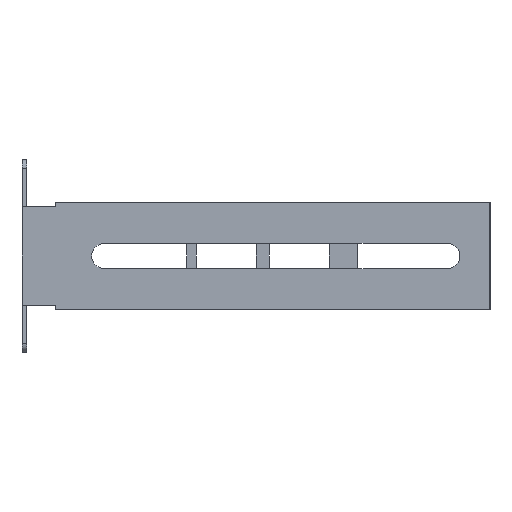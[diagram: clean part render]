
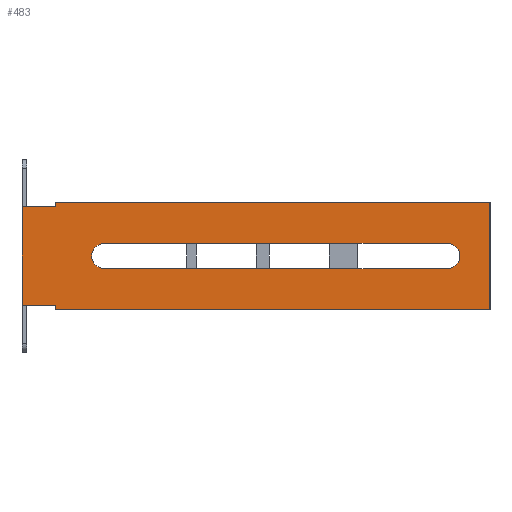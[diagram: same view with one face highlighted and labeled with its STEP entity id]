
A CAD part, left-side view. The second image highlights one B-rep face of the part: STEP entity #483.
In plain terms, the highlighted planar face has unit normal (-1, 0, 0).
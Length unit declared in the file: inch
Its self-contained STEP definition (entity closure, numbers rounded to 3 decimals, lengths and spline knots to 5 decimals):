
#6 = ORIENTED_EDGE ( 'NONE', *, *, #4165, .T. ) ;
#30 = CARTESIAN_POINT ( 'NONE',  ( -4.31994, 0., 0.15748 ) ) ;
#31 = EDGE_CURVE ( 'NONE', #272, #4205, #2900, .T. ) ;
#40 = ORIENTED_EDGE ( 'NONE', *, *, #3625, .T. ) ;
#102 = ORIENTED_EDGE ( 'NONE', *, *, #1326, .T. ) ;
#216 = ORIENTED_EDGE ( 'NONE', *, *, #1240, .F. ) ;
#262 = DIRECTION ( 'NONE',  ( 0., -1., 0. ) ) ;
#272 = VERTEX_POINT ( 'NONE', #3872 ) ;
#456 = VERTEX_POINT ( 'NONE', #906 ) ;
#473 = LINE ( 'NONE', #3292, #1760 ) ;
#483 = ADVANCED_FACE ( 'NONE', ( #2075, #3437 ), #3486, .T. ) ;
#497 = DIRECTION ( 'NONE',  ( 0., -1., 0. ) ) ;
#500 = CARTESIAN_POINT ( 'NONE',  ( -4.31994, 0., -0.66929 ) ) ;
#599 = EDGE_LOOP ( 'NONE', ( #1692, #102, #1629, #2468, #2775, #216, #3117, #806 ) ) ;
#667 = VECTOR ( 'NONE', #2526, 39.37008 ) ;
#702 = CARTESIAN_POINT ( 'NONE',  ( -4.31994, 0., 0.66929 ) ) ;
#747 = VERTEX_POINT ( 'NONE', #2608 ) ;
#765 = DIRECTION ( 'NONE',  ( 0., 1., 0. ) ) ;
#806 = ORIENTED_EDGE ( 'NONE', *, *, #1862, .T. ) ;
#906 = CARTESIAN_POINT ( 'NONE',  ( -4.31994, -0.35433, 0.61024 ) ) ;
#992 = VERTEX_POINT ( 'NONE', #1480 ) ;
#1002 = CARTESIAN_POINT ( 'NONE',  ( -4.31994, -5.74803, -0.61024 ) ) ;
#1114 = VERTEX_POINT ( 'NONE', #3179 ) ;
#1130 = EDGE_CURVE ( 'NONE', #2320, #1114, #3200, .T. ) ;
#1197 = ORIENTED_EDGE ( 'NONE', *, *, #3845, .T. ) ;
#1240 = EDGE_CURVE ( 'NONE', #747, #272, #4006, .T. ) ;
#1305 = VERTEX_POINT ( 'NONE', #3014 ) ;
#1307 = CIRCLE ( 'NONE', #2702, 0.15748 ) ;
#1326 = EDGE_CURVE ( 'NONE', #456, #4063, #1420, .T. ) ;
#1404 = CARTESIAN_POINT ( 'NONE',  ( -4.31994, -0.35433, 0. ) ) ;
#1420 = LINE ( 'NONE', #2079, #2584 ) ;
#1452 = EDGE_LOOP ( 'NONE', ( #1197, #6, #2323, #40 ) ) ;
#1480 = CARTESIAN_POINT ( 'NONE',  ( -4.31994, -5.21654, -0.15748 ) ) ;
#1629 = ORIENTED_EDGE ( 'NONE', *, *, #1996, .F. ) ;
#1692 = ORIENTED_EDGE ( 'NONE', *, *, #1951, .F. ) ;
#1714 = VERTEX_POINT ( 'NONE', #3409 ) ;
#1760 = VECTOR ( 'NONE', #497, 39.37008 ) ;
#1862 = EDGE_CURVE ( 'NONE', #1305, #4291, #3145, .T. ) ;
#1907 = CARTESIAN_POINT ( 'NONE',  ( -4.31994, -0.96457, 0. ) ) ;
#1951 = EDGE_CURVE ( 'NONE', #456, #4291, #4560, .T. ) ;
#1996 = EDGE_CURVE ( 'NONE', #2172, #4063, #3636, .T. ) ;
#2031 = CARTESIAN_POINT ( 'NONE',  ( -4.31994, -0.35433, 0.66929 ) ) ;
#2075 = FACE_BOUND ( 'NONE', #1452, .T. ) ;
#2079 = CARTESIAN_POINT ( 'NONE',  ( -4.31994, -0.00001, 0.61024 ) ) ;
#2129 = VECTOR ( 'NONE', #2360, 39.37008 ) ;
#2134 = AXIS2_PLACEMENT_3D ( 'NONE', #3462, #2714, #262 ) ;
#2172 = VERTEX_POINT ( 'NONE', #4443 ) ;
#2203 = VECTOR ( 'NONE', #3059, 39.37008 ) ;
#2301 = DIRECTION ( 'NONE',  ( 0., 1., 0. ) ) ;
#2320 = VERTEX_POINT ( 'NONE', #2397 ) ;
#2323 = ORIENTED_EDGE ( 'NONE', *, *, #1130, .T. ) ;
#2341 = AXIS2_PLACEMENT_3D ( 'NONE', #1907, #2664, #4051 ) ;
#2360 = DIRECTION ( 'NONE',  ( 0., 1., 0. ) ) ;
#2397 = CARTESIAN_POINT ( 'NONE',  ( -4.31994, -0.96457, 0.15748 ) ) ;
#2429 = DIRECTION ( 'NONE',  ( 0., 1., 0. ) ) ;
#2454 = LINE ( 'NONE', #1002, #2203 ) ;
#2468 = ORIENTED_EDGE ( 'NONE', *, *, #4154, .T. ) ;
#2526 = DIRECTION ( 'NONE',  ( 0., 0., 1. ) ) ;
#2584 = VECTOR ( 'NONE', #2301, 39.37008 ) ;
#2608 = CARTESIAN_POINT ( 'NONE',  ( -4.31994, -5.74803, -0.66929 ) ) ;
#2664 = DIRECTION ( 'NONE',  ( 1., 0., 0. ) ) ;
#2702 = AXIS2_PLACEMENT_3D ( 'NONE', #4549, #3532, #765 ) ;
#2714 = DIRECTION ( 'NONE',  ( -1., 0., 0. ) ) ;
#2755 = LINE ( 'NONE', #2774, #2129 ) ;
#2774 = CARTESIAN_POINT ( 'NONE',  ( -4.31994, 0., -0.15748 ) ) ;
#2775 = ORIENTED_EDGE ( 'NONE', *, *, #31, .F. ) ;
#2785 = VECTOR ( 'NONE', #3935, 39.37008 ) ;
#2900 = LINE ( 'NONE', #3505, #2785 ) ;
#3014 = CARTESIAN_POINT ( 'NONE',  ( -4.31994, -5.74803, 0.66929 ) ) ;
#3059 = DIRECTION ( 'NONE',  ( 0., 0., 1. ) ) ;
#3117 = ORIENTED_EDGE ( 'NONE', *, *, #3856, .T. ) ;
#3145 = LINE ( 'NONE', #702, #3987 ) ;
#3179 = CARTESIAN_POINT ( 'NONE',  ( -4.31994, -5.21654, 0.15748 ) ) ;
#3200 = LINE ( 'NONE', #30, #3621 ) ;
#3256 = VECTOR ( 'NONE', #3910, 39.37008 ) ;
#3269 = CARTESIAN_POINT ( 'NONE',  ( -4.31994, 0.05906, 0.61024 ) ) ;
#3292 = CARTESIAN_POINT ( 'NONE',  ( -4.31994, -0.00001, -0.61024 ) ) ;
#3324 = DIRECTION ( 'NONE',  ( 0., 1., 0. ) ) ;
#3409 = CARTESIAN_POINT ( 'NONE',  ( -4.31994, -0.96457, -0.15748 ) ) ;
#3437 = FACE_OUTER_BOUND ( 'NONE', #599, .T. ) ;
#3462 = CARTESIAN_POINT ( 'NONE',  ( -4.31994, 0., 0. ) ) ;
#3486 = PLANE ( 'NONE',  #2134 ) ;
#3505 = CARTESIAN_POINT ( 'NONE',  ( -4.31994, -0.35433, 0. ) ) ;
#3532 = DIRECTION ( 'NONE',  ( 1., 0., 0. ) ) ;
#3621 = VECTOR ( 'NONE', #3844, 39.37008 ) ;
#3625 = EDGE_CURVE ( 'NONE', #1114, #992, #1307, .T. ) ;
#3636 = LINE ( 'NONE', #4233, #3256 ) ;
#3660 = CARTESIAN_POINT ( 'NONE',  ( -4.31994, -0.35433, -0.61024 ) ) ;
#3758 = VECTOR ( 'NONE', #3324, 39.37008 ) ;
#3844 = DIRECTION ( 'NONE',  ( 0., -1., 0. ) ) ;
#3845 = EDGE_CURVE ( 'NONE', #992, #1714, #2755, .T. ) ;
#3856 = EDGE_CURVE ( 'NONE', #747, #1305, #2454, .T. ) ;
#3872 = CARTESIAN_POINT ( 'NONE',  ( -4.31994, -0.35433, -0.66929 ) ) ;
#3910 = DIRECTION ( 'NONE',  ( 0., 0., 1. ) ) ;
#3935 = DIRECTION ( 'NONE',  ( 0., 0., 1. ) ) ;
#3987 = VECTOR ( 'NONE', #2429, 39.37008 ) ;
#4006 = LINE ( 'NONE', #500, #3758 ) ;
#4051 = DIRECTION ( 'NONE',  ( 0., 1., 0. ) ) ;
#4063 = VERTEX_POINT ( 'NONE', #3269 ) ;
#4154 = EDGE_CURVE ( 'NONE', #2172, #4205, #473, .T. ) ;
#4165 = EDGE_CURVE ( 'NONE', #1714, #2320, #4341, .T. ) ;
#4205 = VERTEX_POINT ( 'NONE', #3660 ) ;
#4233 = CARTESIAN_POINT ( 'NONE',  ( -4.31994, 0.05906, 0. ) ) ;
#4291 = VERTEX_POINT ( 'NONE', #2031 ) ;
#4341 = CIRCLE ( 'NONE', #2341, 0.15748 ) ;
#4443 = CARTESIAN_POINT ( 'NONE',  ( -4.31994, 0.05906, -0.61024 ) ) ;
#4549 = CARTESIAN_POINT ( 'NONE',  ( -4.31994, -5.21654, 0. ) ) ;
#4560 = LINE ( 'NONE', #1404, #667 ) ;
